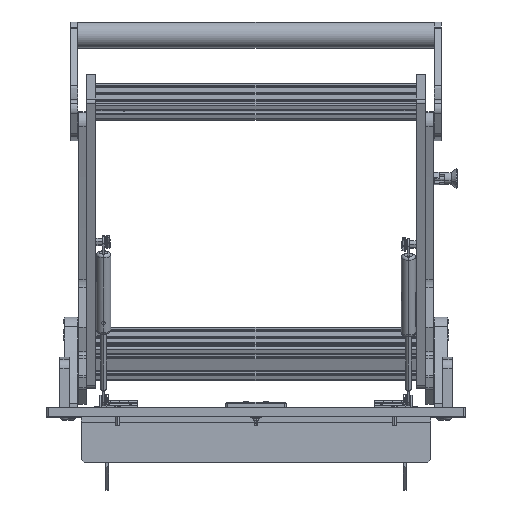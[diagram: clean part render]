
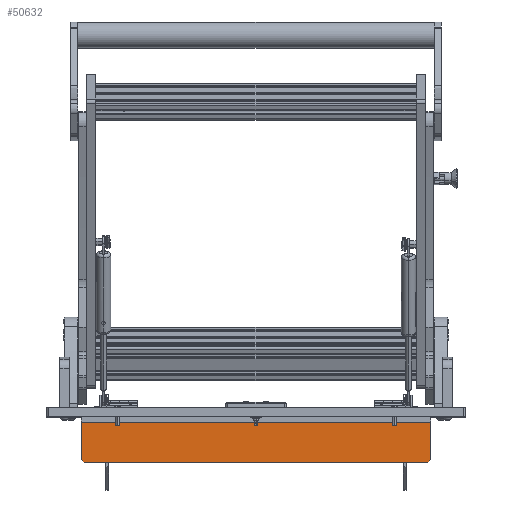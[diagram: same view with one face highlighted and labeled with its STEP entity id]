
A CAD part, top view. The second image highlights one B-rep face of the part: STEP entity #50632.
In plain terms, the highlighted face is planar.
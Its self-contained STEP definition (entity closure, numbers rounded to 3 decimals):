
#540 = ORIENTED_EDGE ( 'NONE', *, *, #37146, .T. ) ;
#2524 = CARTESIAN_POINT ( 'NONE',  ( -6., -47., 192. ) ) ;
#2576 = DIRECTION ( 'NONE',  ( 0., -1., 0. ) ) ;
#3187 = CARTESIAN_POINT ( 'NONE',  ( -6., -6., -192. ) ) ;
#4061 = CARTESIAN_POINT ( 'NONE',  ( -6., -47., -192. ) ) ;
#4904 = CARTESIAN_POINT ( 'NONE',  ( -6., -6., 192. ) ) ;
#5114 = CARTESIAN_POINT ( 'NONE',  ( -6., -6., -192. ) ) ;
#6041 = VERTEX_POINT ( 'NONE', #5114 ) ;
#6976 = LINE ( 'NONE', #21557, #21409 ) ;
#8307 = ORIENTED_EDGE ( 'NONE', *, *, #52045, .T. ) ;
#8677 = DIRECTION ( 'NONE',  ( 0., 0., -1. ) ) ;
#9880 = DIRECTION ( 'NONE',  ( 0., -1., 0. ) ) ;
#10353 = ORIENTED_EDGE ( 'NONE', *, *, #59555, .F. ) ;
#11829 = DIRECTION ( 'NONE',  ( 0., 0.707, 0.707 ) ) ;
#12710 = ORIENTED_EDGE ( 'NONE', *, *, #15341, .T. ) ;
#12976 = DIRECTION ( 'NONE',  ( 1., 0., 0. ) ) ;
#13950 = LINE ( 'NONE', #51828, #33262 ) ;
#14221 = CARTESIAN_POINT ( 'NONE',  ( -6., -50., -189. ) ) ;
#15341 = EDGE_CURVE ( 'NONE', #49831, #6041, #6976, .T. ) ;
#17304 = EDGE_CURVE ( 'NONE', #51850, #38938, #13950, .T. ) ;
#18255 = DIRECTION ( 'NONE',  ( 0., 1., 0. ) ) ;
#19230 = AXIS2_PLACEMENT_3D ( 'NONE', #4904, #12976, #18255 ) ;
#21409 = VECTOR ( 'NONE', #50411, 1000. ) ;
#21557 = CARTESIAN_POINT ( 'NONE',  ( -6., -6., 192. ) ) ;
#25501 = LINE ( 'NONE', #2524, #26778 ) ;
#25915 = LINE ( 'NONE', #59740, #38108 ) ;
#26177 = CARTESIAN_POINT ( 'NONE',  ( -6., -6., 192. ) ) ;
#26778 = VECTOR ( 'NONE', #11829, 1000. ) ;
#27253 = PLANE ( 'NONE',  #19230 ) ;
#30852 = DIRECTION ( 'NONE',  ( 0., -0.707, 0.707 ) ) ;
#31924 = FACE_OUTER_BOUND ( 'NONE', #41837, .T. ) ;
#33262 = VECTOR ( 'NONE', #8677, 1000. ) ;
#33993 = VERTEX_POINT ( 'NONE', #41235 ) ;
#35177 = EDGE_CURVE ( 'NONE', #6041, #55683, #36373, .T. ) ;
#35984 = ORIENTED_EDGE ( 'NONE', *, *, #17304, .F. ) ;
#36373 = LINE ( 'NONE', #3187, #39362 ) ;
#37146 = EDGE_CURVE ( 'NONE', #51850, #33993, #25501, .T. ) ;
#38010 = CARTESIAN_POINT ( 'NONE',  ( -6., -50., 189. ) ) ;
#38108 = VECTOR ( 'NONE', #30852, 1000. ) ;
#38938 = VERTEX_POINT ( 'NONE', #14221 ) ;
#39362 = VECTOR ( 'NONE', #9880, 1000. ) ;
#40743 = LINE ( 'NONE', #26177, #50389 ) ;
#41235 = CARTESIAN_POINT ( 'NONE',  ( -6., -47., 192. ) ) ;
#41837 = EDGE_LOOP ( 'NONE', ( #35984, #540, #10353, #12710, #55628, #8307 ) ) ;
#49831 = VERTEX_POINT ( 'NONE', #51706 ) ;
#50389 = VECTOR ( 'NONE', #2576, 1000. ) ;
#50411 = DIRECTION ( 'NONE',  ( 0., 0., -1. ) ) ;
#50632 = ADVANCED_FACE ( 'NONE', ( #31924 ), #27253, .F. ) ;
#51706 = CARTESIAN_POINT ( 'NONE',  ( -6., -6., 192. ) ) ;
#51828 = CARTESIAN_POINT ( 'NONE',  ( -6., -50., 192. ) ) ;
#51850 = VERTEX_POINT ( 'NONE', #38010 ) ;
#52045 = EDGE_CURVE ( 'NONE', #55683, #38938, #25915, .T. ) ;
#55628 = ORIENTED_EDGE ( 'NONE', *, *, #35177, .T. ) ;
#55683 = VERTEX_POINT ( 'NONE', #4061 ) ;
#59555 = EDGE_CURVE ( 'NONE', #49831, #33993, #40743, .T. ) ;
#59740 = CARTESIAN_POINT ( 'NONE',  ( -6., -50., -189. ) ) ;
